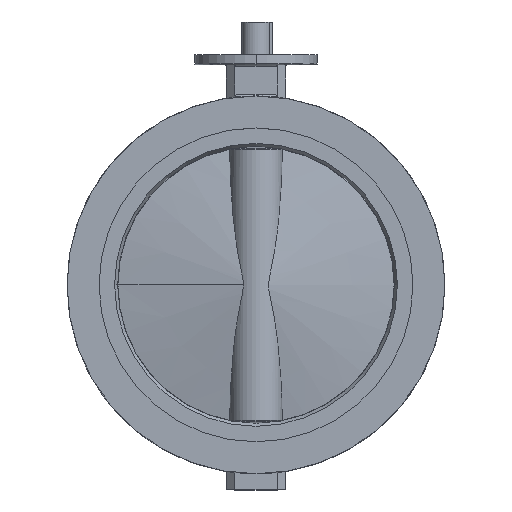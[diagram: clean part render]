
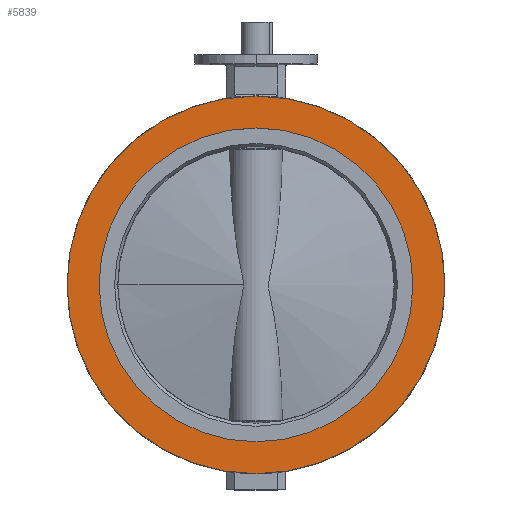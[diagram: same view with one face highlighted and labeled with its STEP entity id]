
A CAD part, top view. The second image highlights one B-rep face of the part: STEP entity #5839.
In plain terms, the highlighted planar face has unit normal (0, 0, 1).
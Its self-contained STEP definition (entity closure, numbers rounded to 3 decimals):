
#167 = VERTEX_POINT ( 'NONE', #2187 ) ;
#171 = VERTEX_POINT ( 'NONE', #2191 ) ;
#214 = VERTEX_POINT ( 'NONE', #2234 ) ;
#215 = VERTEX_POINT ( 'NONE', #2235 ) ;
#703 = CARTESIAN_POINT ( 'NONE',  ( 0., 0., 84. ) ) ;
#704 = DIRECTION ( 'NONE',  ( 0., 0., 1. ) ) ;
#705 = DIRECTION ( 'NONE',  ( 1., 0., 0. ) ) ;
#721 = CARTESIAN_POINT ( 'NONE',  ( 0., 0., 84. ) ) ;
#722 = DIRECTION ( 'NONE',  ( 0., 0., 1. ) ) ;
#723 = DIRECTION ( 'NONE',  ( 1., 0., 0. ) ) ;
#1026 = EDGE_CURVE ( 'NONE', #214, #215, #3315, .T. ) ;
#1214 = EDGE_CURVE ( 'NONE', #171, #167, #2299, .T. ) ;
#1222 = EDGE_CURVE ( 'NONE', #215, #214, #2310, .T. ) ;
#1335 = EDGE_CURVE ( 'NONE', #167, #171, #2466, .T. ) ;
#2187 = CARTESIAN_POINT ( 'NONE',  ( -463.5, 0., 84. ) ) ;
#2191 = CARTESIAN_POINT ( 'NONE',  ( 463.5, 0., 84. ) ) ;
#2234 = CARTESIAN_POINT ( 'NONE',  ( 385., 0., 84. ) ) ;
#2235 = CARTESIAN_POINT ( 'NONE',  ( -385., 0., 84. ) ) ;
#2299 = CIRCLE ( 'NONE', #5715, 463.5 ) ;
#2310 = CIRCLE ( 'NONE', #5717, 385. ) ;
#2466 = CIRCLE ( 'NONE', #5755, 463.5 ) ;
#2619 = FACE_BOUND ( 'NONE', #5325, .T. ) ;
#2621 = FACE_OUTER_BOUND ( 'NONE', #5334, .T. ) ;
#3315 = CIRCLE ( 'NONE', #5643, 385. ) ;
#3412 = DIRECTION ( 'NONE',  ( 0., 0., 1. ) ) ;
#3418 = CARTESIAN_POINT ( 'NONE',  ( 0., 0., 84. ) ) ;
#3422 = PLANE ( 'NONE',  #4903 ) ;
#3425 = DIRECTION ( 'NONE',  ( 1., 0., 0. ) ) ;
#4428 = CARTESIAN_POINT ( 'NONE',  ( 0., 0., 84. ) ) ;
#4429 = DIRECTION ( 'NONE',  ( 0., 0., 1. ) ) ;
#4431 = DIRECTION ( 'NONE',  ( 1., 0., 0. ) ) ;
#4815 = CARTESIAN_POINT ( 'NONE',  ( 0., 0., 84. ) ) ;
#4817 = DIRECTION ( 'NONE',  ( 0., 0., 1. ) ) ;
#4819 = DIRECTION ( 'NONE',  ( 1., 0., 0. ) ) ;
#4903 = AXIS2_PLACEMENT_3D ( 'NONE', #3418, #3412, #3425 ) ;
#5044 = ORIENTED_EDGE ( 'NONE', *, *, #1335, .T. ) ;
#5045 = ORIENTED_EDGE ( 'NONE', *, *, #1222, .F. ) ;
#5048 = ORIENTED_EDGE ( 'NONE', *, *, #1214, .T. ) ;
#5051 = ORIENTED_EDGE ( 'NONE', *, *, #1026, .F. ) ;
#5325 = EDGE_LOOP ( 'NONE', ( #5051, #5045 ) ) ;
#5334 = EDGE_LOOP ( 'NONE', ( #5044, #5048 ) ) ;
#5643 = AXIS2_PLACEMENT_3D ( 'NONE', #4815, #4817, #4819 ) ;
#5715 = AXIS2_PLACEMENT_3D ( 'NONE', #703, #704, #705 ) ;
#5717 = AXIS2_PLACEMENT_3D ( 'NONE', #721, #722, #723 ) ;
#5755 = AXIS2_PLACEMENT_3D ( 'NONE', #4428, #4429, #4431 ) ;
#5839 = ADVANCED_FACE ( 'NONE', ( #2619, #2621 ), #3422, .T. ) ;
